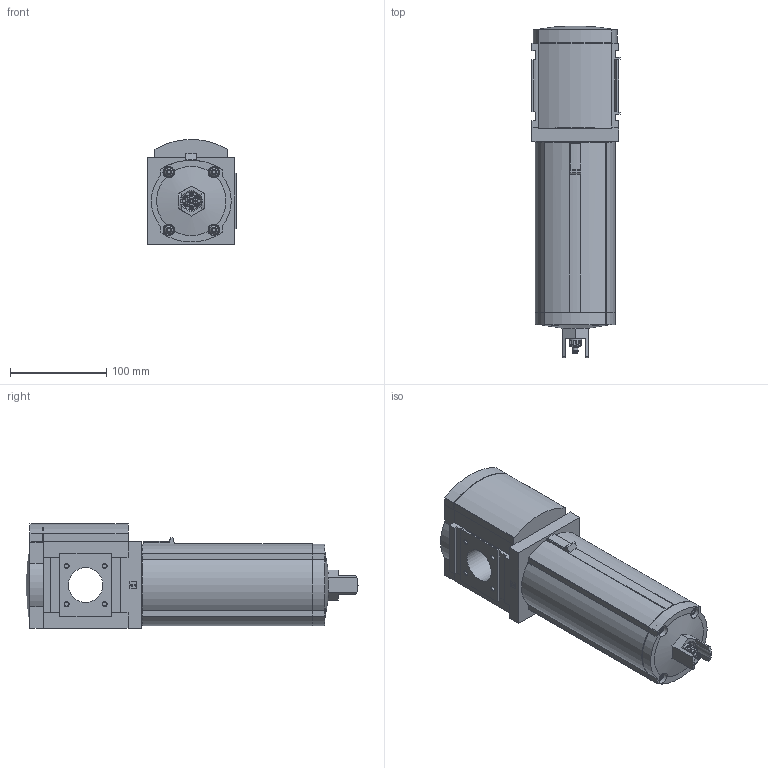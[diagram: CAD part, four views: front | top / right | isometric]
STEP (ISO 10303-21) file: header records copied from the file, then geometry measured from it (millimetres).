
FILE_DESCRIPTION(/* description */ ('STEP AP214'),/* implementation_level */ '2;1');
FILE_NAME(/* name */ '564108_MS9-LF-G-CUM',/* time_stamp */ '2024-09-11T15:43:01+02:00',/* author */ ('License CC BY-ND 4.0'),/* organization */ ('CADENAS'),/* preprocessor_version */ 'ST-DEVELOPER v19.3',/* originating_system */ 'PARTsolutions',/* authorisation */ ' ');
FILE_SCHEMA (('AUTOMOTIVE_DESIGN {1 0 10303 214 3 1 1}'));
Length unit declared in the file: millimetre
Products named in the file (3): 564108 MS9-LF-G-CUM; 562532 MS-LF0M; 707201 MS9
Assembly tree (2 placements, depth 2):
  564108 MS9-LF-G-CUM
    562532 MS-LF0M
    707201 MS9
Bounding box: 91.5 x 345 x 108.79 mm (x, y, z)
Volume: 2019142.9 mm3; surface area: 153817.1 mm2
Topology: 2 solids, 2 shells, 461 faces, 1185 edges, 776 vertices
Faces by surface type: plane 225, cylinder 169, cone 48, torus 17, sphere 2
Full cylindrical faces by diameter (mm): 3 x1, 4.134 x8, 5 x1, 6 x2, 9 x1, 9.728 x1, 11.5 x4, 12 x4, 12.6 x1, 13 x2, 36 x1, 71.8 x1
Entity records: 17057 total; most frequent: CARTESIAN_POINT 2780, DIRECTION 2333, ORIENTED_EDGE 2250, EDGE_CURVE 1125, AXIS2_PLACEMENT_3D 864, VERTEX_POINT 767, LINE 605, VECTOR 605
